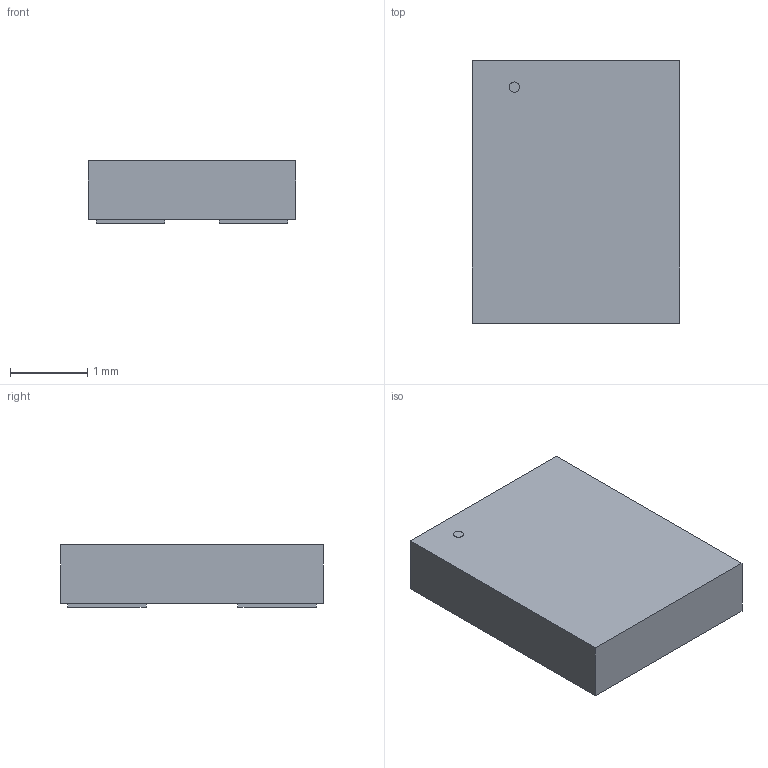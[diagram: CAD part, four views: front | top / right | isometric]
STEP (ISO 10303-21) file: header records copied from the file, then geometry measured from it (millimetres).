
FILE_DESCRIPTION(('STEP AP214'),'1');
FILE_NAME('RH100_RAL','2024-10-01T04:42:43',(''),(''),'','','');
FILE_SCHEMA(('AUTOMOTIVE_DESIGN'));
Length unit declared in the file: millimetre
Products named in the file (1): product
Bounding box: 2.69 x 3.4 x 0.81 mm (x, y, z)
Volume: 7.2 mm3; surface area: 35.6 mm2
Topology: 6 solids, 6 shells, 33 faces, 63 edges, 42 vertices
Faces by surface type: plane 32, cylinder 1
Full cylindrical faces by diameter (mm): 0.135 x1
Entity records: 949 total; most frequent: DIRECTION 134, ORIENTED_EDGE 124, CARTESIAN_POINT 79, EDGE_CURVE 62, LINE 60, VECTOR 60, VERTEX_POINT 42, AXIS2_PLACEMENT_3D 37
